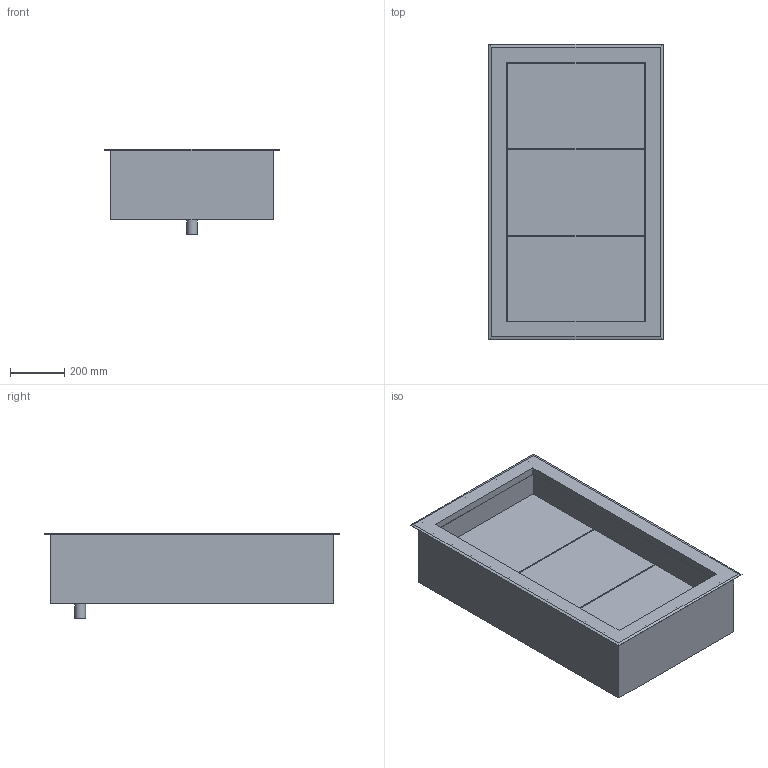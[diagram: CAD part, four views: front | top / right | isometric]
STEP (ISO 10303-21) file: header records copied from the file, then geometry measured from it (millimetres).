
FILE_DESCRIPTION(/* description */ ('Crushed Ice Wanne: ungekühlt'),/* implementation_level */ '2;1');
FILE_NAME(/* name */ '3D-AKE-00003072.stp',/* time_stamp */ '2021-09-29T13:44:45+02:00',/* author */ ('maltrim.rexhaj'),/* organization */ (''),/* preprocessor_version */ 'ST-DEVELOPER v18',/* originating_system */ 'Autodesk Inventor 2020',/* authorisation */ '');
FILE_SCHEMA (('AUTOMOTIVE_DESIGN { 1 0 10303 214 3 1 1 }'));
Length unit declared in the file: millimetre
Products named in the file (1): 3D-AKE-00003072
Bounding box: 640 x 1085 x 315 mm (x, y, z)
Volume: 68380721 mm3; surface area: 3909824.9 mm2
Topology: 4 solids, 4 shells, 45 faces, 97 edges, 64 vertices
Faces by surface type: plane 44, cylinder 1
Full cylindrical faces by diameter (mm): 40 x1
Entity records: 1237 total; most frequent: CARTESIAN_POINT 207, ORIENTED_EDGE 194, DIRECTION 193, EDGE_CURVE 97, LINE 93, VECTOR 93, VERTEX_POINT 64, AXIS2_PLACEMENT_3D 50
